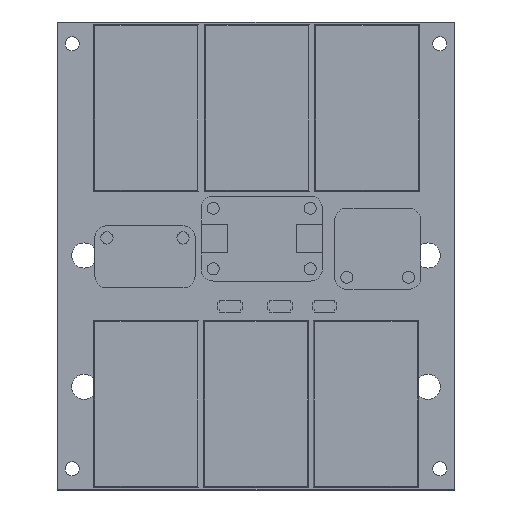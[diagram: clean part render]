
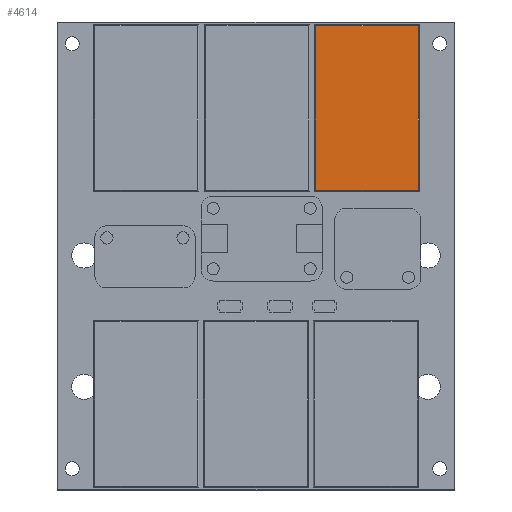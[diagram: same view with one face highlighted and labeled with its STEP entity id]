
A CAD part, top view. The second image highlights one B-rep face of the part: STEP entity #4614.
In plain terms, the highlighted face is planar.
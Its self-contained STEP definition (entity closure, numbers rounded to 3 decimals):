
#4368 = PLANE('',#4369);
#4369 = AXIS2_PLACEMENT_3D('',#4370,#4371,#4372);
#4370 = CARTESIAN_POINT('',(0.25,1.2,0.));
#4371 = DIRECTION('',(0.707,-0.707,0.));
#4372 = DIRECTION('',(0.,0.,1.));
#4449 = PLANE('',#4450);
#4450 = AXIS2_PLACEMENT_3D('',#4451,#4452,#4453);
#4451 = CARTESIAN_POINT('',(0.,1.2,-0.25));
#4452 = DIRECTION('',(0.,-0.707,-0.707));
#4453 = DIRECTION('',(1.,0.,0.));
#4530 = PLANE('',#4531);
#4531 = AXIS2_PLACEMENT_3D('',#4532,#4533,#4534);
#4532 = CARTESIAN_POINT('',(21.75,1.2,0.));
#4533 = DIRECTION('',(-0.707,-0.707,
    0.));
#4534 = DIRECTION('',(0.,0.,-1.));
#4581 = PLANE('',#4582);
#4582 = AXIS2_PLACEMENT_3D('',#4583,#4584,#4585);
#4583 = CARTESIAN_POINT('',(0.,1.2,-34.75));
#4584 = DIRECTION('',(0.,-0.707,0.707));
#4585 = DIRECTION('',(-1.,0.,0.));
#4614 = ADVANCED_FACE('',(#4615),#4629,.F.);
#4615 = FACE_BOUND('',#4616,.F.);
#4616 = EDGE_LOOP('',(#4617,#4647,#4670,#4693));
#4617 = ORIENTED_EDGE('',*,*,#4618,.F.);
#4618 = EDGE_CURVE('',#4619,#4621,#4623,.T.);
#4619 = VERTEX_POINT('',#4620);
#4620 = CARTESIAN_POINT('',(0.25,1.2,-34.75));
#4621 = VERTEX_POINT('',#4622);
#4622 = CARTESIAN_POINT('',(0.25,1.2,-0.25));
#4623 = SURFACE_CURVE('',#4624,(#4628,#4640),.PCURVE_S1.);
#4624 = LINE('',#4625,#4626);
#4625 = CARTESIAN_POINT('',(0.25,1.2,0.));
#4626 = VECTOR('',#4627,1.);
#4627 = DIRECTION('',(0.,0.,1.));
#4628 = PCURVE('',#4629,#4634);
#4629 = PLANE('',#4630);
#4630 = AXIS2_PLACEMENT_3D('',#4631,#4632,#4633);
#4631 = CARTESIAN_POINT('',(0.,1.2,0.));
#4632 = DIRECTION('',(0.,-1.,0.));
#4633 = DIRECTION('',(0.,0.,-1.));
#4634 = DEFINITIONAL_REPRESENTATION('',(#4635),#4639);
#4635 = LINE('',#4636,#4637);
#4636 = CARTESIAN_POINT('',(0.,0.25));
#4637 = VECTOR('',#4638,1.);
#4638 = DIRECTION('',(-1.,0.));
#4639 = ( GEOMETRIC_REPRESENTATION_CONTEXT(2) 
PARAMETRIC_REPRESENTATION_CONTEXT() REPRESENTATION_CONTEXT('2D SPACE',''
  ) );
#4640 = PCURVE('',#4368,#4641);
#4641 = DEFINITIONAL_REPRESENTATION('',(#4642),#4646);
#4642 = LINE('',#4643,#4644);
#4643 = CARTESIAN_POINT('',(0.,0.));
#4644 = VECTOR('',#4645,1.);
#4645 = DIRECTION('',(1.,0.));
#4646 = ( GEOMETRIC_REPRESENTATION_CONTEXT(2) 
PARAMETRIC_REPRESENTATION_CONTEXT() REPRESENTATION_CONTEXT('2D SPACE',''
  ) );
#4647 = ORIENTED_EDGE('',*,*,#4648,.F.);
#4648 = EDGE_CURVE('',#4649,#4619,#4651,.T.);
#4649 = VERTEX_POINT('',#4650);
#4650 = CARTESIAN_POINT('',(21.75,1.2,-34.75));
#4651 = SURFACE_CURVE('',#4652,(#4656,#4663),.PCURVE_S1.);
#4652 = LINE('',#4653,#4654);
#4653 = CARTESIAN_POINT('',(0.,1.2,-34.75));
#4654 = VECTOR('',#4655,1.);
#4655 = DIRECTION('',(-1.,0.,0.));
#4656 = PCURVE('',#4629,#4657);
#4657 = DEFINITIONAL_REPRESENTATION('',(#4658),#4662);
#4658 = LINE('',#4659,#4660);
#4659 = CARTESIAN_POINT('',(34.75,0.));
#4660 = VECTOR('',#4661,1.);
#4661 = DIRECTION('',(0.,-1.));
#4662 = ( GEOMETRIC_REPRESENTATION_CONTEXT(2) 
PARAMETRIC_REPRESENTATION_CONTEXT() REPRESENTATION_CONTEXT('2D SPACE',''
  ) );
#4663 = PCURVE('',#4581,#4664);
#4664 = DEFINITIONAL_REPRESENTATION('',(#4665),#4669);
#4665 = LINE('',#4666,#4667);
#4666 = CARTESIAN_POINT('',(0.,0.));
#4667 = VECTOR('',#4668,1.);
#4668 = DIRECTION('',(1.,0.));
#4669 = ( GEOMETRIC_REPRESENTATION_CONTEXT(2) 
PARAMETRIC_REPRESENTATION_CONTEXT() REPRESENTATION_CONTEXT('2D SPACE',''
  ) );
#4670 = ORIENTED_EDGE('',*,*,#4671,.F.);
#4671 = EDGE_CURVE('',#4672,#4649,#4674,.T.);
#4672 = VERTEX_POINT('',#4673);
#4673 = CARTESIAN_POINT('',(21.75,1.2,-0.25));
#4674 = SURFACE_CURVE('',#4675,(#4679,#4686),.PCURVE_S1.);
#4675 = LINE('',#4676,#4677);
#4676 = CARTESIAN_POINT('',(21.75,1.2,0.));
#4677 = VECTOR('',#4678,1.);
#4678 = DIRECTION('',(0.,0.,-1.));
#4679 = PCURVE('',#4629,#4680);
#4680 = DEFINITIONAL_REPRESENTATION('',(#4681),#4685);
#4681 = LINE('',#4682,#4683);
#4682 = CARTESIAN_POINT('',(0.,21.75));
#4683 = VECTOR('',#4684,1.);
#4684 = DIRECTION('',(1.,0.));
#4685 = ( GEOMETRIC_REPRESENTATION_CONTEXT(2) 
PARAMETRIC_REPRESENTATION_CONTEXT() REPRESENTATION_CONTEXT('2D SPACE',''
  ) );
#4686 = PCURVE('',#4530,#4687);
#4687 = DEFINITIONAL_REPRESENTATION('',(#4688),#4692);
#4688 = LINE('',#4689,#4690);
#4689 = CARTESIAN_POINT('',(0.,0.));
#4690 = VECTOR('',#4691,1.);
#4691 = DIRECTION('',(1.,0.));
#4692 = ( GEOMETRIC_REPRESENTATION_CONTEXT(2) 
PARAMETRIC_REPRESENTATION_CONTEXT() REPRESENTATION_CONTEXT('2D SPACE',''
  ) );
#4693 = ORIENTED_EDGE('',*,*,#4694,.F.);
#4694 = EDGE_CURVE('',#4621,#4672,#4695,.T.);
#4695 = SURFACE_CURVE('',#4696,(#4700,#4707),.PCURVE_S1.);
#4696 = LINE('',#4697,#4698);
#4697 = CARTESIAN_POINT('',(0.,1.2,-0.25));
#4698 = VECTOR('',#4699,1.);
#4699 = DIRECTION('',(1.,0.,0.));
#4700 = PCURVE('',#4629,#4701);
#4701 = DEFINITIONAL_REPRESENTATION('',(#4702),#4706);
#4702 = LINE('',#4703,#4704);
#4703 = CARTESIAN_POINT('',(0.25,0.));
#4704 = VECTOR('',#4705,1.);
#4705 = DIRECTION('',(0.,1.));
#4706 = ( GEOMETRIC_REPRESENTATION_CONTEXT(2) 
PARAMETRIC_REPRESENTATION_CONTEXT() REPRESENTATION_CONTEXT('2D SPACE',''
  ) );
#4707 = PCURVE('',#4449,#4708);
#4708 = DEFINITIONAL_REPRESENTATION('',(#4709),#4713);
#4709 = LINE('',#4710,#4711);
#4710 = CARTESIAN_POINT('',(0.,0.));
#4711 = VECTOR('',#4712,1.);
#4712 = DIRECTION('',(1.,0.));
#4713 = ( GEOMETRIC_REPRESENTATION_CONTEXT(2) 
PARAMETRIC_REPRESENTATION_CONTEXT() REPRESENTATION_CONTEXT('2D SPACE',''
  ) );
